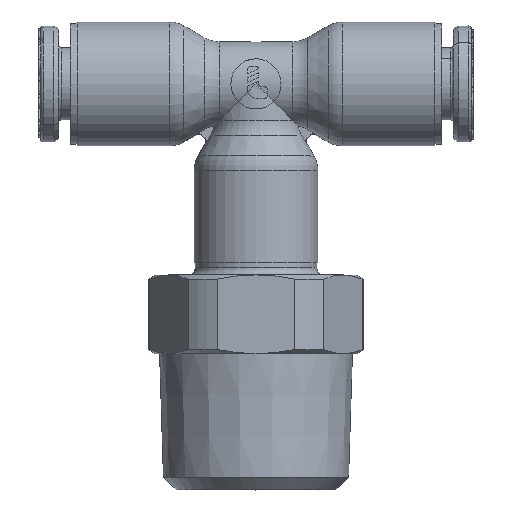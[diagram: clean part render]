
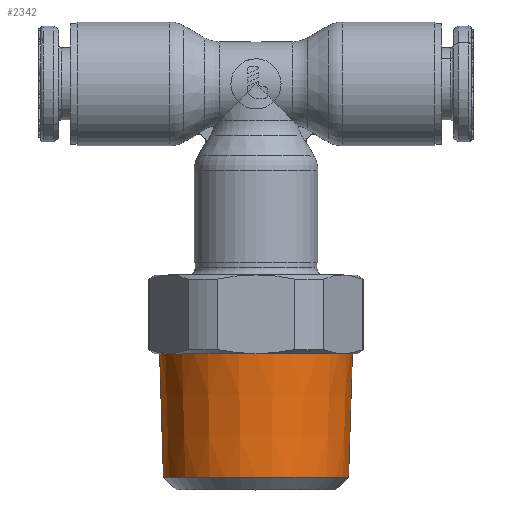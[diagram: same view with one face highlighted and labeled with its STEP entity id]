
A CAD part, top view. The second image highlights one B-rep face of the part: STEP entity #2342.
In plain terms, the highlighted conical face has half-angle 1.78 degrees and reference radius 6.6 mm.
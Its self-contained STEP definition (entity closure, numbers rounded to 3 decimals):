
#2342=ADVANCED_FACE('',(#5647),#5648,.T.);
#5647=FACE_OUTER_BOUND('',#11332,.T.);
#5648=CONICAL_SURFACE('',#11333,6.6,0.031);
#11332=EDGE_LOOP('',(#21275,#21276,#21277,#21278));
#11333=AXIS2_PLACEMENT_3D('',#21279,#21280,#21281);
#21275=ORIENTED_EDGE('',*,*,#31983,.T.);
#21276=ORIENTED_EDGE('',*,*,#31984,.T.);
#21277=ORIENTED_EDGE('',*,*,#31985,.T.);
#21278=ORIENTED_EDGE('',*,*,#31434,.F.);
#21279=CARTESIAN_POINT('',(0.0,-23.158,0.0));
#21280=DIRECTION('',(-0.0,1.0,-0.0));
#21281=DIRECTION('',(1.0,0.0,0.0));
#31434=EDGE_CURVE('',#37654,#37656,#37657,.T.);
#31983=EDGE_CURVE('',#37654,#38502,#38503,.T.);
#31984=EDGE_CURVE('',#38502,#38504,#38505,.T.);
#31985=EDGE_CURVE('',#38504,#37656,#38506,.T.);
#37654=VERTEX_POINT('',#47551);
#37656=VERTEX_POINT('',#47554);
#37657=CIRCLE('',#47555,6.466);
#38502=VERTEX_POINT('',#49294);
#38503=LINE('',#49295,#49296);
#38504=VERTEX_POINT('',#49297);
#38505=CIRCLE('',#49298,6.734);
#38506=LINE('',#49299,#49300);
#47551=CARTESIAN_POINT('',(6.466,-27.467,0.));
#47554=CARTESIAN_POINT('',(-6.466,-27.467,0.0));
#47555=AXIS2_PLACEMENT_3D('',#59113,#59114,#59115);
#49294=CARTESIAN_POINT('',(6.734,-18.85,0.));
#49295=CARTESIAN_POINT('',(6.6,-23.158,0.));
#49296=VECTOR('',#59891,1.0);
#49297=CARTESIAN_POINT('',(-6.734,-18.85,0.0));
#49298=AXIS2_PLACEMENT_3D('',#59892,#59893,#59894);
#49299=CARTESIAN_POINT('',(-6.6,-23.158,0.));
#49300=VECTOR('',#59895,1.0);
#59113=CARTESIAN_POINT('',(0.0,-27.467,0.0));
#59114=DIRECTION('',(0.0,-1.0,0.0));
#59115=DIRECTION('',(1.0,0.0,0.0));
#59891=DIRECTION('',(0.031,1.,0.));
#59892=CARTESIAN_POINT('',(0.0,-18.85,0.0));
#59893=DIRECTION('',(0.0,-1.0,0.0));
#59894=DIRECTION('',(-1.0,0.0,0.0));
#59895=DIRECTION('',(0.031,-1.,0.));
